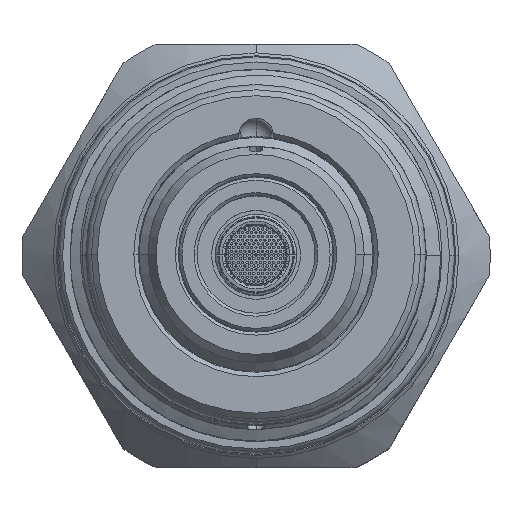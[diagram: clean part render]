
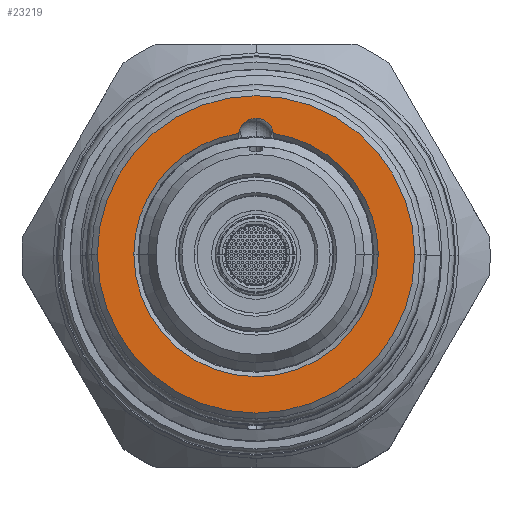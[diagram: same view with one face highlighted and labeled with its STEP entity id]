
A CAD part, top view. The second image highlights one B-rep face of the part: STEP entity #23219.
In plain terms, the highlighted planar face has unit normal (0, 0, 1).
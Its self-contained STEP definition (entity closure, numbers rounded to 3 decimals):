
#551 = VERTEX_POINT ( 'NONE', #4967 ) ;
#1859 = DIRECTION ( 'NONE',  ( -1., 0., 0. ) ) ;
#2287 = VERTEX_POINT ( 'NONE', #51822 ) ;
#4967 = CARTESIAN_POINT ( 'NONE',  ( 1.189, 8.164, 69.84 ) ) ;
#4974 = AXIS2_PLACEMENT_3D ( 'NONE', #49885, #11154, #54390 ) ;
#5052 = DIRECTION ( 'NONE',  ( 0., 0., 1. ) ) ;
#5440 = PLANE ( 'NONE',  #31445 ) ;
#5526 = EDGE_CURVE ( 'NONE', #52464, #551, #53106, .T. ) ;
#8067 = EDGE_CURVE ( 'NONE', #42745, #50451, #42145, .T. ) ;
#9192 = CARTESIAN_POINT ( 'NONE',  ( 0., 0., 69.84 ) ) ;
#11154 = DIRECTION ( 'NONE',  ( 0., 0., 1. ) ) ;
#11711 = AXIS2_PLACEMENT_3D ( 'NONE', #9192, #5052, #43776 ) ;
#12272 = CARTESIAN_POINT ( 'NONE',  ( 10.715, 0., 69.84 ) ) ;
#12319 = AXIS2_PLACEMENT_3D ( 'NONE', #38222, #24611, #20230 ) ;
#13654 = DIRECTION ( 'NONE',  ( 1., 0., 0. ) ) ;
#15496 = EDGE_CURVE ( 'NONE', #52464, #42299, #21621, .T. ) ;
#18559 = CARTESIAN_POINT ( 'NONE',  ( 0., 8., 69.84 ) ) ;
#19553 = AXIS2_PLACEMENT_3D ( 'NONE', #43703, #35578, #13654 ) ;
#20230 = DIRECTION ( 'NONE',  ( -1., 0., 0. ) ) ;
#21621 = CIRCLE ( 'NONE', #11711, 8.25 ) ;
#22202 = CIRCLE ( 'NONE', #12319, 10.715 ) ;
#23006 = DIRECTION ( 'NONE',  ( -1., 0., 0. ) ) ;
#23187 = CARTESIAN_POINT ( 'NONE',  ( 0., 0., 69.84 ) ) ;
#23219 = ADVANCED_FACE ( 'NONE', ( #24742, #52465 ), #5440, .F. ) ;
#24611 = DIRECTION ( 'NONE',  ( 0., 0., 1. ) ) ;
#24742 = FACE_OUTER_BOUND ( 'NONE', #50340, .T. ) ;
#25943 = ORIENTED_EDGE ( 'NONE', *, *, #34865, .T. ) ;
#26615 = CIRCLE ( 'NONE', #4974, 8.25 ) ;
#27559 = DIRECTION ( 'NONE',  ( 0., 0., 1. ) ) ;
#27629 = DIRECTION ( 'NONE',  ( 0., 0., -1. ) ) ;
#29032 = EDGE_CURVE ( 'NONE', #2287, #551, #50087, .T. ) ;
#29440 = ORIENTED_EDGE ( 'NONE', *, *, #5526, .T. ) ;
#29928 = ORIENTED_EDGE ( 'NONE', *, *, #8067, .T. ) ;
#31445 = AXIS2_PLACEMENT_3D ( 'NONE', #23187, #53397, #23006 ) ;
#32577 = ORIENTED_EDGE ( 'NONE', *, *, #50256, .F. ) ;
#34011 = AXIS2_PLACEMENT_3D ( 'NONE', #18559, #27629, #49518 ) ;
#34865 = EDGE_CURVE ( 'NONE', #50451, #42745, #22202, .T. ) ;
#35202 = AXIS2_PLACEMENT_3D ( 'NONE', #45271, #27559, #1859 ) ;
#35578 = DIRECTION ( 'NONE',  ( 0., 0., 1. ) ) ;
#38003 = CARTESIAN_POINT ( 'NONE',  ( -10.715, 0., 69.84 ) ) ;
#38222 = CARTESIAN_POINT ( 'NONE',  ( 0., 0., 69.84 ) ) ;
#41923 = CARTESIAN_POINT ( 'NONE',  ( -1.189, 8.164, 69.84 ) ) ;
#42145 = CIRCLE ( 'NONE', #35202, 10.715 ) ;
#42299 = VERTEX_POINT ( 'NONE', #47681 ) ;
#42745 = VERTEX_POINT ( 'NONE', #12272 ) ;
#43388 = EDGE_LOOP ( 'NONE', ( #29440, #47555, #32577, #45777 ) ) ;
#43703 = CARTESIAN_POINT ( 'NONE',  ( 0., 0., 69.84 ) ) ;
#43776 = DIRECTION ( 'NONE',  ( 1., 0., 0. ) ) ;
#45271 = CARTESIAN_POINT ( 'NONE',  ( 0., 0., 69.84 ) ) ;
#45777 = ORIENTED_EDGE ( 'NONE', *, *, #15496, .F. ) ;
#47555 = ORIENTED_EDGE ( 'NONE', *, *, #29032, .F. ) ;
#47681 = CARTESIAN_POINT ( 'NONE',  ( -8.25, 0., 69.84 ) ) ;
#49518 = DIRECTION ( 'NONE',  ( -1., 0., 0. ) ) ;
#49885 = CARTESIAN_POINT ( 'NONE',  ( 0., 0., 69.84 ) ) ;
#50087 = CIRCLE ( 'NONE', #19553, 8.25 ) ;
#50256 = EDGE_CURVE ( 'NONE', #42299, #2287, #26615, .T. ) ;
#50340 = EDGE_LOOP ( 'NONE', ( #25943, #29928 ) ) ;
#50451 = VERTEX_POINT ( 'NONE', #38003 ) ;
#51822 = CARTESIAN_POINT ( 'NONE',  ( 8.25, 0., 69.84 ) ) ;
#52464 = VERTEX_POINT ( 'NONE', #41923 ) ;
#52465 = FACE_BOUND ( 'NONE', #43388, .T. ) ;
#53106 = CIRCLE ( 'NONE', #34011, 1.2 ) ;
#53397 = DIRECTION ( 'NONE',  ( 0., 0., -1. ) ) ;
#54390 = DIRECTION ( 'NONE',  ( 1., 0., 0. ) ) ;
